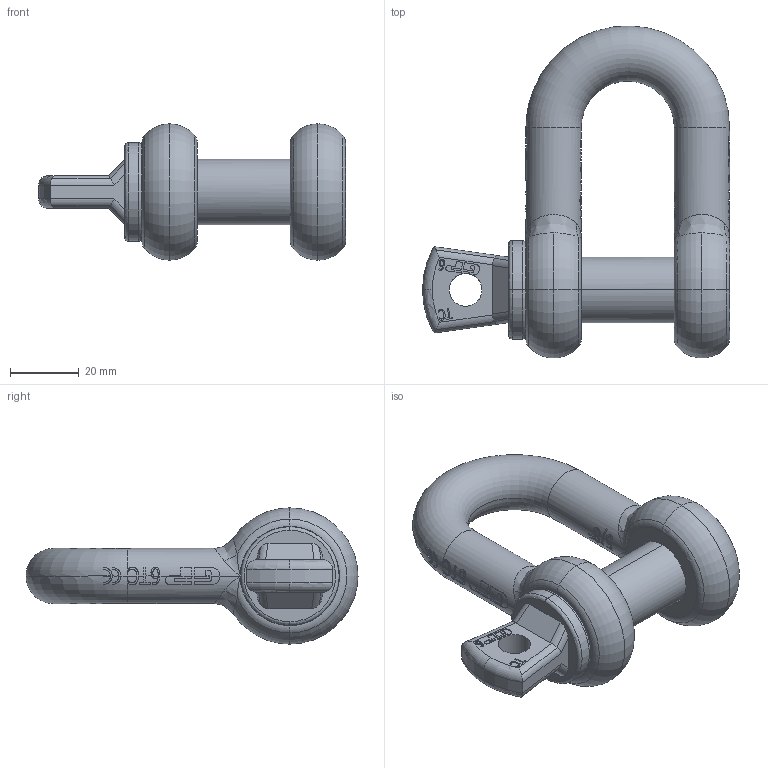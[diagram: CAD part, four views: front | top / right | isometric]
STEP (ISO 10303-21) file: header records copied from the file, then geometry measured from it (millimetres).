
FILE_DESCRIPTION(('.'),'2;1');
FILE_NAME('GPGDBB16.stp','2012-01-15T12:51:45+00:00',('.'),('.'),'','STEP AP214','.');
FILE_SCHEMA(('AUTOMOTIVE_DESIGN { 1 0 10303 214 1 1 1 1 }'));
Length unit declared in the file: millimetre
Products named in the file (3): GPGDBB16; 3,25; 3,25_1
Assembly tree (2 placements, depth 2):
  GPGDBB16
    3,25
    3,25_1
Bounding box: 89 x 96.23 x 39.5 mm (x, y, z)
Volume: 74334.9 mm3; surface area: 21657 mm2
Topology: 2 solids, 2 shells, 670 faces, 2234 edges, 1572 vertices
Faces by surface type: bspline 254, plane 228, cylinder 145, torus 40, cone 3
Entity records: 29781 total; most frequent: CARTESIAN_POINT 13120, ORIENTED_EDGE 4452, EDGE_CURVE 2226, VERTEX_POINT 1572, DIRECTION 1498, B_SPLINE_CURVE_WITH_KNOTS 1478, EDGE_LOOP 688, ADVANCED_FACE 670
